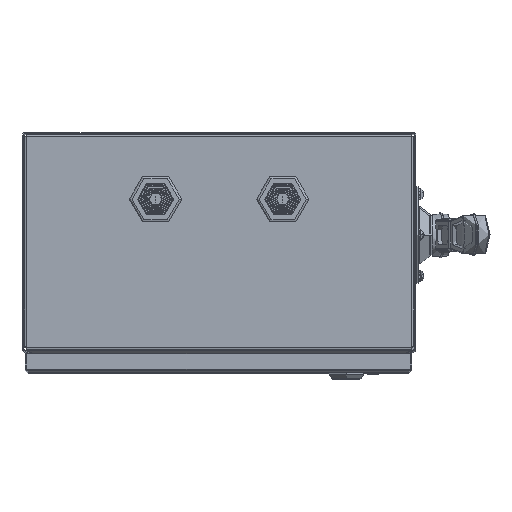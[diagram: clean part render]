
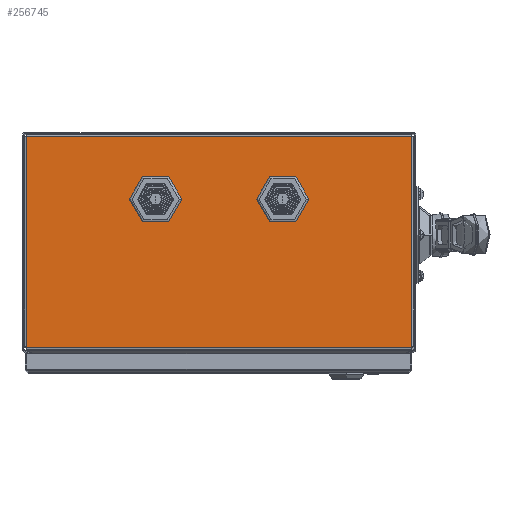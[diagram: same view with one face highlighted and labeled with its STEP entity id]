
A CAD part, top view. The second image highlights one B-rep face of the part: STEP entity #256745.
In plain terms, the highlighted face is planar.
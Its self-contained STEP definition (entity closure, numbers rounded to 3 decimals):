
#3352 = AXIS2_PLACEMENT_3D ( 'NONE', #40814, #220784, #199606 ) ;
#11437 = CIRCLE ( 'NONE', #132146, 16.25 ) ;
#15768 = CARTESIAN_POINT ( 'NONE',  ( 0., 0., 147. ) ) ;
#18708 = DIRECTION ( 'NONE',  ( 1., 0., 0. ) ) ;
#28368 = DIRECTION ( 'NONE',  ( 0., 0., 1. ) ) ;
#29867 = VERTEX_POINT ( 'NONE', #135066 ) ;
#32198 = ORIENTED_EDGE ( 'NONE', *, *, #96974, .F. ) ;
#33043 = CARTESIAN_POINT ( 'NONE',  ( 2.05, 0., -147. ) ) ;
#35416 = CARTESIAN_POINT ( 'NONE',  ( 50., 0., 48.5 ) ) ;
#36649 = DIRECTION ( 'NONE',  ( 0., 1., 0. ) ) ;
#37525 = LINE ( 'NONE', #248806, #84815 ) ;
#39439 = EDGE_CURVE ( 'NONE', #121278, #53423, #159239, .T. ) ;
#40814 = CARTESIAN_POINT ( 'NONE',  ( 50., 0., -48.5 ) ) ;
#44357 = VECTOR ( 'NONE', #139683, 1000. ) ;
#50298 = EDGE_LOOP ( 'NONE', ( #32198, #81344 ) ) ;
#53423 = VERTEX_POINT ( 'NONE', #186318 ) ;
#68302 = VERTEX_POINT ( 'NONE', #216365 ) ;
#69413 = LINE ( 'NONE', #180526, #173638 ) ;
#69598 = LINE ( 'NONE', #179197, #164213 ) ;
#81344 = ORIENTED_EDGE ( 'NONE', *, *, #39439, .F. ) ;
#81733 = CARTESIAN_POINT ( 'NONE',  ( 0., 0., 147. ) ) ;
#84815 = VECTOR ( 'NONE', #128085, 1000. ) ;
#86964 = FACE_OUTER_BOUND ( 'NONE', #150469, .T. ) ;
#88052 = VECTOR ( 'NONE', #219389, 1000. ) ;
#90193 = CARTESIAN_POINT ( 'NONE',  ( 50., 0., -48.5 ) ) ;
#95627 = CARTESIAN_POINT ( 'NONE',  ( 162.05, 0., 147. ) ) ;
#96974 = EDGE_CURVE ( 'NONE', #53423, #121278, #11437, .T. ) ;
#97061 = CIRCLE ( 'NONE', #173599, 16.25 ) ;
#100123 = CARTESIAN_POINT ( 'NONE',  ( 50., 0., 48.5 ) ) ;
#101679 = ORIENTED_EDGE ( 'NONE', *, *, #147214, .T. ) ;
#101894 = ORIENTED_EDGE ( 'NONE', *, *, #102471, .F. ) ;
#102471 = EDGE_CURVE ( 'NONE', #68302, #221135, #37525, .T. ) ;
#102915 = DIRECTION ( 'NONE',  ( 1., 0., 0. ) ) ;
#112194 = EDGE_CURVE ( 'NONE', #112739, #120576, #142678, .T. ) ;
#112739 = VERTEX_POINT ( 'NONE', #95627 ) ;
#119418 = CARTESIAN_POINT ( 'NONE',  ( 163.42, 0., 147. ) ) ;
#120576 = VERTEX_POINT ( 'NONE', #154411 ) ;
#121278 = VERTEX_POINT ( 'NONE', #151267 ) ;
#128085 = DIRECTION ( 'NONE',  ( 1., 0., 0. ) ) ;
#132146 = AXIS2_PLACEMENT_3D ( 'NONE', #35416, #178292, #176522 ) ;
#135066 = CARTESIAN_POINT ( 'NONE',  ( 50., 0., -32.25 ) ) ;
#135334 = EDGE_CURVE ( 'NONE', #29867, #240222, #188939, .T. ) ;
#139683 = DIRECTION ( 'NONE',  ( 0., 0., -1. ) ) ;
#141712 = LINE ( 'NONE', #15768, #88052 ) ;
#142251 = AXIS2_PLACEMENT_3D ( 'NONE', #248798, #188001, #28368 ) ;
#142678 = LINE ( 'NONE', #81733, #256273 ) ;
#147009 = VERTEX_POINT ( 'NONE', #33043 ) ;
#147214 = EDGE_CURVE ( 'NONE', #120576, #221135, #195689, .T. ) ;
#148157 = ORIENTED_EDGE ( 'NONE', *, *, #211071, .F. ) ;
#150284 = FACE_BOUND ( 'NONE', #50298, .T. ) ;
#150469 = EDGE_LOOP ( 'NONE', ( #202824, #148157, #229243, #167126, #101679, #101894 ) ) ;
#150675 = EDGE_CURVE ( 'NONE', #240222, #29867, #97061, .T. ) ;
#150906 = PLANE ( 'NONE',  #142251 ) ;
#151267 = CARTESIAN_POINT ( 'NONE',  ( 50., 0., 32.25 ) ) ;
#154172 = EDGE_CURVE ( 'NONE', #176981, #112739, #141712, .T. ) ;
#154411 = CARTESIAN_POINT ( 'NONE',  ( 163.42, 0., 147. ) ) ;
#155401 = ORIENTED_EDGE ( 'NONE', *, *, #135334, .F. ) ;
#159239 = CIRCLE ( 'NONE', #192232, 16.25 ) ;
#164213 = VECTOR ( 'NONE', #18708, 1000. ) ;
#167126 = ORIENTED_EDGE ( 'NONE', *, *, #112194, .T. ) ;
#173599 = AXIS2_PLACEMENT_3D ( 'NONE', #90193, #220250, #197326 ) ;
#173638 = VECTOR ( 'NONE', #200772, 1000. ) ;
#174151 = CARTESIAN_POINT ( 'NONE',  ( 2.05, 0., 147. ) ) ;
#176522 = DIRECTION ( 'NONE',  ( 0., 0., 1. ) ) ;
#176981 = VERTEX_POINT ( 'NONE', #174151 ) ;
#178292 = DIRECTION ( 'NONE',  ( 0., 1., 0. ) ) ;
#179197 = CARTESIAN_POINT ( 'NONE',  ( 0., 0., -147. ) ) ;
#180526 = CARTESIAN_POINT ( 'NONE',  ( 2.05, 0., 147. ) ) ;
#186318 = CARTESIAN_POINT ( 'NONE',  ( 50., 0., 64.75 ) ) ;
#186772 = EDGE_LOOP ( 'NONE', ( #155401, #258756 ) ) ;
#188001 = DIRECTION ( 'NONE',  ( 0., 1., 0. ) ) ;
#188939 = CIRCLE ( 'NONE', #3352, 16.25 ) ;
#192232 = AXIS2_PLACEMENT_3D ( 'NONE', #100123, #36649, #220952 ) ;
#195689 = LINE ( 'NONE', #119418, #44357 ) ;
#197326 = DIRECTION ( 'NONE',  ( 0., 0., 1. ) ) ;
#199606 = DIRECTION ( 'NONE',  ( 0., 0., 1. ) ) ;
#200772 = DIRECTION ( 'NONE',  ( 0., 0., -1. ) ) ;
#202824 = ORIENTED_EDGE ( 'NONE', *, *, #222265, .F. ) ;
#203566 = CARTESIAN_POINT ( 'NONE',  ( 163.42, 0., -147. ) ) ;
#203848 = FACE_BOUND ( 'NONE', #186772, .T. ) ;
#211071 = EDGE_CURVE ( 'NONE', #176981, #147009, #69413, .T. ) ;
#216365 = CARTESIAN_POINT ( 'NONE',  ( 162.05, 0., -147. ) ) ;
#219389 = DIRECTION ( 'NONE',  ( 1., 0., 0. ) ) ;
#220250 = DIRECTION ( 'NONE',  ( 0., 1., 0. ) ) ;
#220784 = DIRECTION ( 'NONE',  ( 0., 1., 0. ) ) ;
#220952 = DIRECTION ( 'NONE',  ( 0., 0., 1. ) ) ;
#221135 = VERTEX_POINT ( 'NONE', #203566 ) ;
#222265 = EDGE_CURVE ( 'NONE', #147009, #68302, #69598, .T. ) ;
#229243 = ORIENTED_EDGE ( 'NONE', *, *, #154172, .T. ) ;
#240222 = VERTEX_POINT ( 'NONE', #260422 ) ;
#248798 = CARTESIAN_POINT ( 'NONE',  ( 0., 0., 147. ) ) ;
#248806 = CARTESIAN_POINT ( 'NONE',  ( 0., 0., -147. ) ) ;
#256273 = VECTOR ( 'NONE', #102915, 1000. ) ;
#256745 = ADVANCED_FACE ( 'NONE', ( #203848, #150284, #86964 ), #150906, .T. ) ;
#258756 = ORIENTED_EDGE ( 'NONE', *, *, #150675, .F. ) ;
#260422 = CARTESIAN_POINT ( 'NONE',  ( 50., 0., -64.75 ) ) ;
